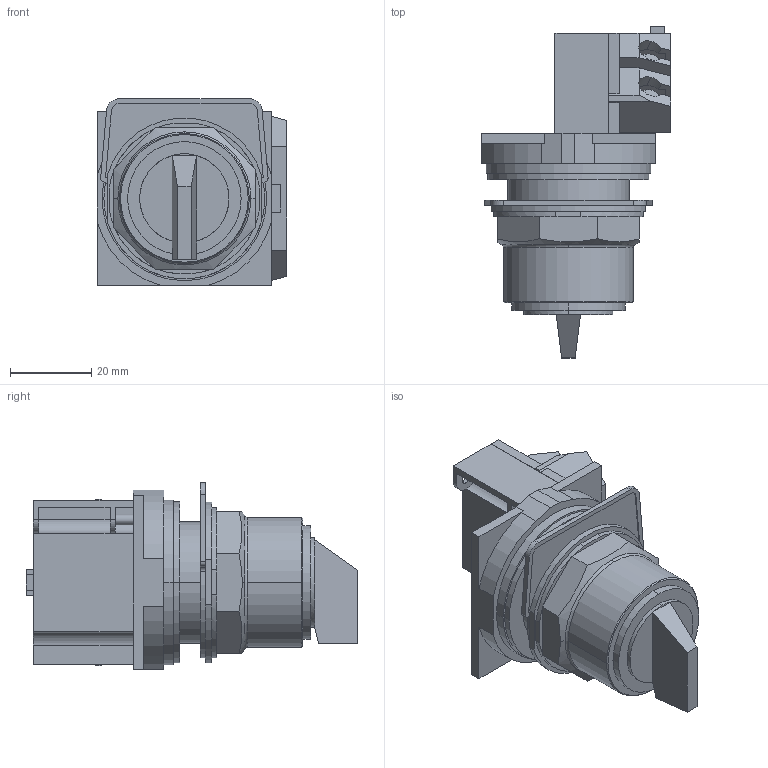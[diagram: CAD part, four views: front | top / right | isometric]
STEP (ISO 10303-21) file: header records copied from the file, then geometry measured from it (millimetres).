
FILE_DESCRIPTION(('starvars output'),'2;1');
FILE_NAME('9001KS43BH13_3D.stp','09:10:30 2020/04/08',( 'Thomas Industrial Network Germany GmbH'),( 'Thomas Industrial Network Germany GmbH'),'unknown preprocess','ACIS' ,'unknown authorization');
FILE_SCHEMA(('AUTOMOTIVE_DESIGN_CC2 {UNKNOWN IMPLEMENTATION LEVEL}'));
Length unit declared in the file: millimetre
Products named in the file (1): PRODUCT_ID_1
Bounding box: 46.63 x 81.81 x 46.02 mm (x, y, z)
Volume: 63183.6 mm3; surface area: 21325.2 mm2
Topology: 1 solids, 2 shells, 399 faces, 1113 edges, 723 vertices
Faces by surface type: plane 280, cylinder 105, cone 12, torus 2
Entity records: 14583 total; most frequent: ORIENTED_EDGE 2226, CARTESIAN_POINT 1941, DIRECTION 1644, EDGE_CURVE 1113, VECTOR 732, LINE 732, VERTEX_POINT 723, AXIS2_PLACEMENT_3D 456
